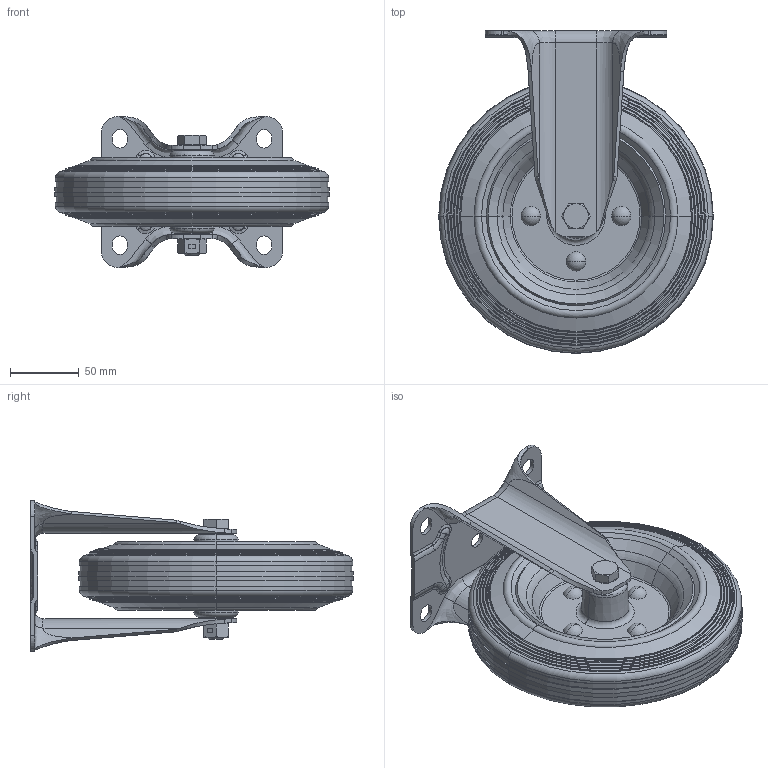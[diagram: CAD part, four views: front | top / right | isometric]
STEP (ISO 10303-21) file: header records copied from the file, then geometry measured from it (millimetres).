
FILE_DESCRIPTION (( 'STEP AP214' ), '1' );
FILE_NAME ('0056308.step', '2023-11-10T09:13:16', ( '' ), ( '' ), 'SwSTEP 2.0', 'SolidWorks 2020', '' );
FILE_SCHEMA (( 'AUTOMOTIVE_DESIGN' ));
Length unit declared in the file: millimetre
Products named in the file (1): 0056308
Bounding box: 200 x 235 x 110 mm (x, y, z)
Volume: 1047266.6 mm3; surface area: 244044.6 mm2
Topology: 22 solids, 22 shells, 645 faces, 1461 edges, 862 vertices
Faces by surface type: bspline 171, plane 150, cone 116, torus 110, cylinder 98
Entity records: 37052 total; most frequent: CARTESIAN_POINT 16263, ORIENTED_EDGE 2890, DIRECTION 2607, EDGE_CURVE 1445, AXIS2_PLACEMENT_3D 1062, VERTEX_POINT 862, EDGE_LOOP 715, UNCERTAINTY_MEASURE_WITH_UNIT 669
